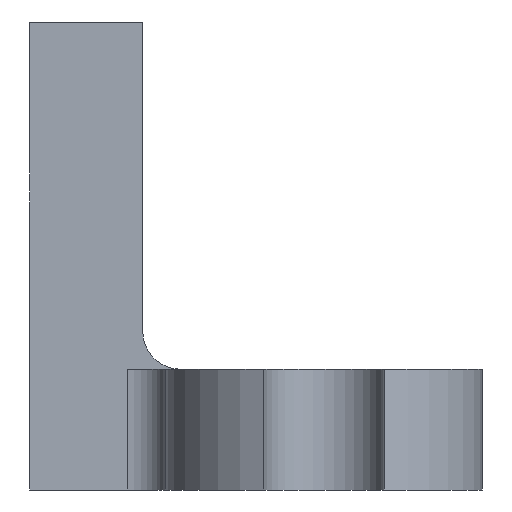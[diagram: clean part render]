
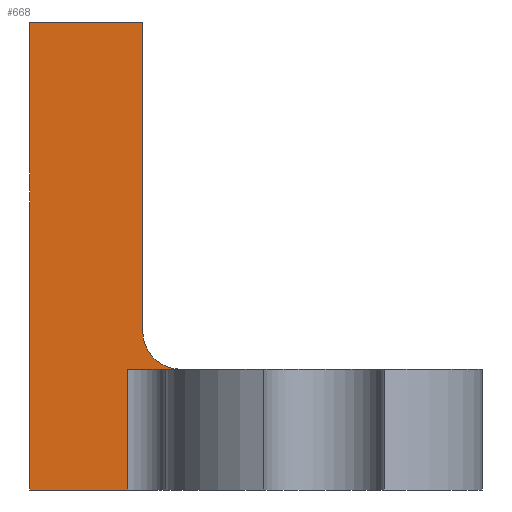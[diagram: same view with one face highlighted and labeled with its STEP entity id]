
A CAD part, left-side view. The second image highlights one B-rep face of the part: STEP entity #668.
In plain terms, the highlighted planar face has unit normal (-1, 0, 0).
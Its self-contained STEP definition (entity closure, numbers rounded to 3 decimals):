
#40=LINE('',#1001,#110);
#46=LINE('',#1013,#116);
#57=LINE('',#1054,#127);
#61=LINE('',#1063,#131);
#62=LINE('',#1067,#132);
#63=LINE('',#1068,#133);
#110=VECTOR('',#803,41.);
#116=VECTOR('',#813,7.);
#127=VECTOR('',#852,15.);
#131=VECTOR('',#860,16.);
#132=VECTOR('',#865,62.);
#133=VECTOR('',#866,13.);
#165=PLANE('',#721);
#200=FACE_OUTER_BOUND('',#235,.T.);
#235=EDGE_LOOP('',(#534,#535,#536,#537,#538,#539,#540));
#268=CIRCLE('',#714,5.);
#304=VERTEX_POINT('',#998);
#305=VERTEX_POINT('',#1000);
#308=VERTEX_POINT('',#1010);
#309=VERTEX_POINT('',#1012);
#325=VERTEX_POINT('',#1052);
#328=VERTEX_POINT('',#1062);
#329=VERTEX_POINT('',#1066);
#375=EDGE_CURVE('',#305,#304,#40,.T.);
#381=EDGE_CURVE('',#308,#309,#46,.T.);
#398=EDGE_CURVE('',#305,#308,#268,.T.);
#402=EDGE_CURVE('',#304,#325,#57,.T.);
#406=EDGE_CURVE('',#328,#309,#61,.T.);
#408=EDGE_CURVE('',#329,#325,#62,.T.);
#409=EDGE_CURVE('',#329,#328,#63,.T.);
#534=ORIENTED_EDGE('',*,*,#408,.F.);
#535=ORIENTED_EDGE('',*,*,#409,.T.);
#536=ORIENTED_EDGE('',*,*,#406,.T.);
#537=ORIENTED_EDGE('',*,*,#381,.F.);
#538=ORIENTED_EDGE('',*,*,#398,.F.);
#539=ORIENTED_EDGE('',*,*,#375,.T.);
#540=ORIENTED_EDGE('',*,*,#402,.T.);
#668=ADVANCED_FACE('',(#200),#165,.T.);
#714=AXIS2_PLACEMENT_3D('',#1046,#842,#843);
#721=AXIS2_PLACEMENT_3D('',#1065,#863,#864);
#803=DIRECTION('',(0.,0.,1.));
#813=DIRECTION('',(0.,1.,0.));
#842=DIRECTION('center_axis',(-1.,0.,0.));
#843=DIRECTION('ref_axis',(0.,0.707,-0.707));
#852=DIRECTION('',(0.,1.,0.));
#860=DIRECTION('',(0.,0.,1.));
#863=DIRECTION('center_axis',(-1.,0.,0.));
#864=DIRECTION('ref_axis',(0.,0.,1.));
#865=DIRECTION('',(0.,0.,1.));
#866=DIRECTION('',(0.,-1.,0.));
#998=CARTESIAN_POINT('',(-35.,24.,62.));
#1000=CARTESIAN_POINT('',(-35.,24.,21.));
#1001=CARTESIAN_POINT('',(-35.,24.,16.));
#1010=CARTESIAN_POINT('',(-35.,19.,16.));
#1012=CARTESIAN_POINT('',(-35.,26.,16.));
#1013=CARTESIAN_POINT('',(-35.,15.617,16.));
#1046=CARTESIAN_POINT('Origin',(-35.,19.,21.));
#1052=CARTESIAN_POINT('',(-35.,39.,62.));
#1054=CARTESIAN_POINT('',(-35.,24.,62.));
#1062=CARTESIAN_POINT('',(-35.,26.,0.));
#1063=CARTESIAN_POINT('',(-35.,26.,0.));
#1065=CARTESIAN_POINT('Origin',(-35.,26.,0.));
#1066=CARTESIAN_POINT('',(-35.,39.,0.));
#1067=CARTESIAN_POINT('',(-35.,39.,0.));
#1068=CARTESIAN_POINT('',(-35.,39.,0.));
